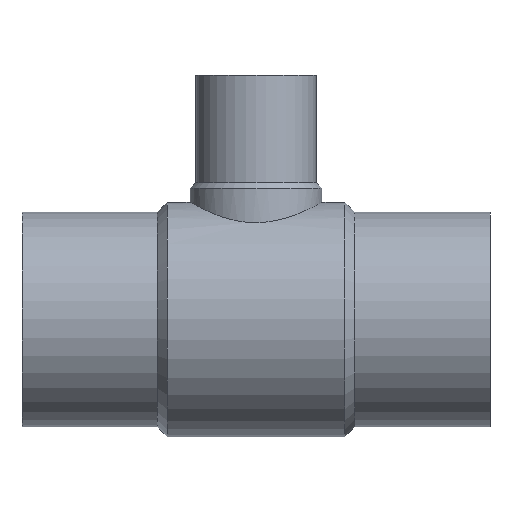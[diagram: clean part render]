
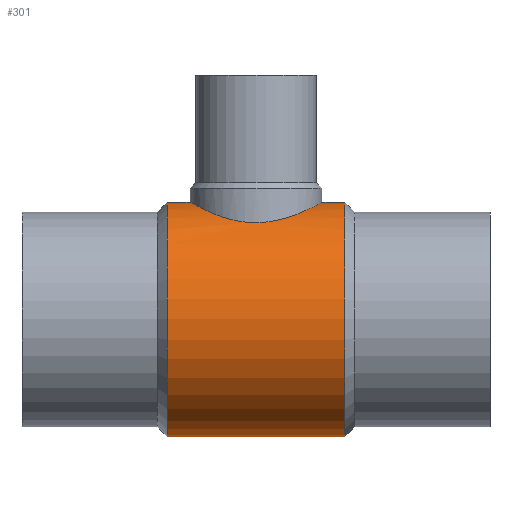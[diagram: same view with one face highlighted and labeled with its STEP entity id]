
A CAD part, top view. The second image highlights one B-rep face of the part: STEP entity #301.
In plain terms, the highlighted cylindrical face has radius 87.3 mm (diameter 174.6 mm), a partial arc.
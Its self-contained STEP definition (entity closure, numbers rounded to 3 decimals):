
#135 = EDGE_CURVE( '', #211, #293, #361, .T. );
#139 = EDGE_CURVE( '', #293, #253, #365, .T. );
#149 = VERTEX_POINT( '', #377 );
#173 = EDGE_CURVE( '', #253, #309, #401, .T. );
#211 = VERTEX_POINT( '', #442 );
#217 = VERTEX_POINT( '', #448 );
#233 = EDGE_CURVE( '', #149, #217, #468, .T. );
#235 = EDGE_CURVE( '', #309, #217, #470, .T. );
#245 = EDGE_CURVE( '', #149, #211, #483, .T. );
#253 = VERTEX_POINT( '', #493 );
#293 = VERTEX_POINT( '', #538 );
#301 = ADVANCED_FACE( '', ( #547 ), #548, .T. );
#309 = VERTEX_POINT( '', #558 );
#361 = CIRCLE( '', #608, 87.3 );
#365 = LINE( '', #614, #615 );
#377 = CARTESIAN_POINT( '', ( -240.7, -87.3, 0. ) );
#401 = B_SPLINE_CURVE_WITH_KNOTS( '', 3, ( #728, #729, #730, #731, #732, #733, #734, #735, #736, #737, #738, #739, #740, #741, #742, #743, #744, #745, #746, #747, #748, #749, #750, #751, #752, #753, #754, #755, #756, #757, #758, #759, #760, #761, #762, #763, #764, #765, #766, #767, #768, #769, #770, #771, #772, #773, #774, #775, #776, #777, #778, #779, #780, #781, #782, #783, #784, #785, #786, #787, #788, #789, #790, #791, #792, #793 ), .UNSPECIFIED., .F., .F., ( 4, 2, 2, 2, 2, 2, 2, 2, 2, 2, 2, 2, 2, 2, 2, 2, 2, 2, 2, 2, 2, 2, 2, 2, 2, 2, 2, 2, 2, 2, 2, 2, 4 ), ( 75.978, 80.716, 85.453, 90.191, 94.928, 99.665, 104.403, 109.14, 113.878, 118.638, 123.397, 128.157, 132.917, 137.677, 142.437, 147.197, 151.957, 156.717, 161.476, 166.236, 170.996, 175.756, 180.516, 185.276, 190.036, 194.773, 199.511, 204.248, 208.985, 213.723, 218.46, 223.198, 227.935 ), .UNSPECIFIED. );
#442 = CARTESIAN_POINT( '', ( -108.3, -87.3, 0. ) );
#448 = CARTESIAN_POINT( '', ( -240.7, 87.3, 0. ) );
#468 = CIRCLE( '', #949, 87.3 );
#470 = LINE( '', #952, #953 );
#483 = LINE( '', #969, #970 );
#493 = CARTESIAN_POINT( '', ( -125.4, 87.3, 0. ) );
#538 = CARTESIAN_POINT( '', ( -108.3, 87.3, 0. ) );
#547 = FACE_OUTER_BOUND( '', #1114, .T. );
#548 = CYLINDRICAL_SURFACE( '', #1115, 87.3 );
#558 = CARTESIAN_POINT( '', ( -223.6, 87.3, 0. ) );
#608 = AXIS2_PLACEMENT_3D( '', #1172, #1173, #1174 );
#614 = CARTESIAN_POINT( '', ( -174.5, 87.3, 0. ) );
#615 = VECTOR( '', #1178, 1. );
#728 = CARTESIAN_POINT( '', ( -125.4, 87.3, 0. ) );
#729 = CARTESIAN_POINT( '', ( -125.4, 87.3, 1.579 ) );
#730 = CARTESIAN_POINT( '', ( -125.476, 87.257, 3.18 ) );
#731 = CARTESIAN_POINT( '', ( -125.791, 87.081, 6.392 ) );
#732 = CARTESIAN_POINT( '', ( -126.029, 86.947, 8.004 ) );
#733 = CARTESIAN_POINT( '', ( -126.669, 86.592, 11.209 ) );
#734 = CARTESIAN_POINT( '', ( -127.07, 86.371, 12.801 ) );
#735 = CARTESIAN_POINT( '', ( -128.03, 85.847, 15.938 ) );
#736 = CARTESIAN_POINT( '', ( -128.589, 85.545, 17.483 ) );
#737 = CARTESIAN_POINT( '', ( -129.854, 84.873, 20.498 ) );
#738 = CARTESIAN_POINT( '', ( -130.56, 84.503, 21.971 ) );
#739 = CARTESIAN_POINT( '', ( -132.105, 83.71, 24.822 ) );
#740 = CARTESIAN_POINT( '', ( -132.944, 83.287, 26.2 ) );
#741 = CARTESIAN_POINT( '', ( -134.734, 82.409, 28.845 ) );
#742 = CARTESIAN_POINT( '', ( -135.685, 81.953, 30.111 ) );
#743 = CARTESIAN_POINT( '', ( -137.675, 81.03, 32.514 ) );
#744 = CARTESIAN_POINT( '', ( -138.713, 80.562, 33.651 ) );
#745 = CARTESIAN_POINT( '', ( -140.854, 79.634, 35.792 ) );
#746 = CARTESIAN_POINT( '', ( -141.995, 79.157, 36.833 ) );
#747 = CARTESIAN_POINT( '', ( -144.403, 78.199, 38.826 ) );
#748 = CARTESIAN_POINT( '', ( -145.67, 77.718, 39.777 ) );
#749 = CARTESIAN_POINT( '', ( -148.314, 76.777, 41.565 ) );
#750 = CARTESIAN_POINT( '', ( -149.69, 76.316, 42.402 ) );
#751 = CARTESIAN_POINT( '', ( -152.536, 75.439, 43.943 ) );
#752 = CARTESIAN_POINT( '', ( -154.005, 75.023, 44.648 ) );
#753 = CARTESIAN_POINT( '', ( -157.012, 74.258, 45.909 ) );
#754 = CARTESIAN_POINT( '', ( -158.553, 73.908, 46.467 ) );
#755 = CARTESIAN_POINT( '', ( -161.684, 73.296, 47.426 ) );
#756 = CARTESIAN_POINT( '', ( -163.275, 73.034, 47.827 ) );
#757 = CARTESIAN_POINT( '', ( -166.477, 72.611, 48.468 ) );
#758 = CARTESIAN_POINT( '', ( -168.09, 72.45, 48.707 ) );
#759 = CARTESIAN_POINT( '', ( -171.308, 72.236, 49.023 ) );
#760 = CARTESIAN_POINT( '', ( -172.913, 72.184, 49.1 ) );
#761 = CARTESIAN_POINT( '', ( -176.087, 72.184, 49.1 ) );
#762 = CARTESIAN_POINT( '', ( -177.692, 72.236, 49.023 ) );
#763 = CARTESIAN_POINT( '', ( -180.91, 72.45, 48.707 ) );
#764 = CARTESIAN_POINT( '', ( -182.523, 72.611, 48.468 ) );
#765 = CARTESIAN_POINT( '', ( -185.725, 73.034, 47.827 ) );
#766 = CARTESIAN_POINT( '', ( -187.316, 73.296, 47.426 ) );
#767 = CARTESIAN_POINT( '', ( -190.447, 73.908, 46.467 ) );
#768 = CARTESIAN_POINT( '', ( -191.988, 74.258, 45.909 ) );
#769 = CARTESIAN_POINT( '', ( -194.995, 75.023, 44.648 ) );
#770 = CARTESIAN_POINT( '', ( -196.464, 75.439, 43.943 ) );
#771 = CARTESIAN_POINT( '', ( -199.31, 76.316, 42.402 ) );
#772 = CARTESIAN_POINT( '', ( -200.686, 76.777, 41.565 ) );
#773 = CARTESIAN_POINT( '', ( -203.33, 77.718, 39.777 ) );
#774 = CARTESIAN_POINT( '', ( -204.597, 78.199, 38.826 ) );
#775 = CARTESIAN_POINT( '', ( -207.005, 79.157, 36.833 ) );
#776 = CARTESIAN_POINT( '', ( -208.146, 79.634, 35.792 ) );
#777 = CARTESIAN_POINT( '', ( -210.287, 80.562, 33.651 ) );
#778 = CARTESIAN_POINT( '', ( -211.325, 81.03, 32.514 ) );
#779 = CARTESIAN_POINT( '', ( -213.315, 81.953, 30.111 ) );
#780 = CARTESIAN_POINT( '', ( -214.266, 82.409, 28.845 ) );
#781 = CARTESIAN_POINT( '', ( -216.056, 83.287, 26.2 ) );
#782 = CARTESIAN_POINT( '', ( -216.895, 83.71, 24.822 ) );
#783 = CARTESIAN_POINT( '', ( -218.44, 84.503, 21.971 ) );
#784 = CARTESIAN_POINT( '', ( -219.146, 84.873, 20.498 ) );
#785 = CARTESIAN_POINT( '', ( -220.411, 85.545, 17.483 ) );
#786 = CARTESIAN_POINT( '', ( -220.97, 85.847, 15.938 ) );
#787 = CARTESIAN_POINT( '', ( -221.93, 86.371, 12.801 ) );
#788 = CARTESIAN_POINT( '', ( -222.331, 86.592, 11.209 ) );
#789 = CARTESIAN_POINT( '', ( -222.971, 86.947, 8.004 ) );
#790 = CARTESIAN_POINT( '', ( -223.209, 87.081, 6.392 ) );
#791 = CARTESIAN_POINT( '', ( -223.524, 87.257, 3.18 ) );
#792 = CARTESIAN_POINT( '', ( -223.6, 87.3, 1.579 ) );
#793 = CARTESIAN_POINT( '', ( -223.6, 87.3, 0. ) );
#949 = AXIS2_PLACEMENT_3D( '', #1286, #1287, #1288 );
#952 = CARTESIAN_POINT( '', ( -174.5, 87.3, 0. ) );
#953 = VECTOR( '', #1289, 1. );
#969 = CARTESIAN_POINT( '', ( -174.5, -87.3, 0. ) );
#970 = VECTOR( '', #1307, 1. );
#1114 = EDGE_LOOP( '', ( #1393, #1394, #1395, #1396, #1397, #1398 ) );
#1115 = AXIS2_PLACEMENT_3D( '', #1399, #1400, #1401 );
#1172 = CARTESIAN_POINT( '', ( -108.3, 0., 0. ) );
#1173 = DIRECTION( '', ( -1., 0., 0. ) );
#1174 = DIRECTION( '', ( 0., 1., 0. ) );
#1178 = DIRECTION( '', ( -1., 0., 0. ) );
#1286 = CARTESIAN_POINT( '', ( -240.7, 0., 0. ) );
#1287 = DIRECTION( '', ( -1., 0., 0. ) );
#1288 = DIRECTION( '', ( 0., 1., 0. ) );
#1289 = DIRECTION( '', ( -1., 0., 0. ) );
#1307 = DIRECTION( '', ( 1., 0., 0. ) );
#1393 = ORIENTED_EDGE( '', *, *, #139, .T. );
#1394 = ORIENTED_EDGE( '', *, *, #173, .T. );
#1395 = ORIENTED_EDGE( '', *, *, #235, .T. );
#1396 = ORIENTED_EDGE( '', *, *, #233, .F. );
#1397 = ORIENTED_EDGE( '', *, *, #245, .T. );
#1398 = ORIENTED_EDGE( '', *, *, #135, .T. );
#1399 = CARTESIAN_POINT( '', ( -174.5, 0., 0. ) );
#1400 = DIRECTION( '', ( 1., 0., 0. ) );
#1401 = DIRECTION( '', ( 0., 1., 0. ) );
